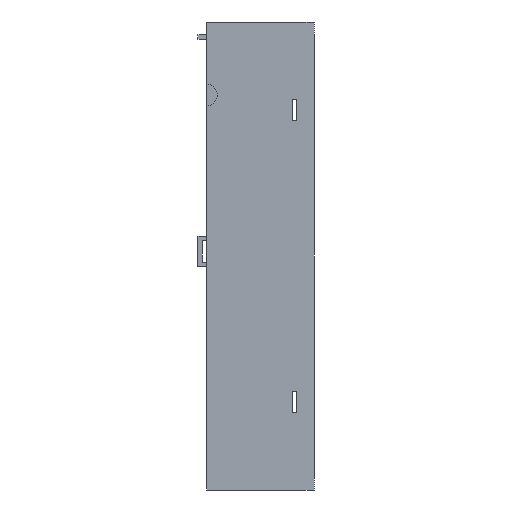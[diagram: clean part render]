
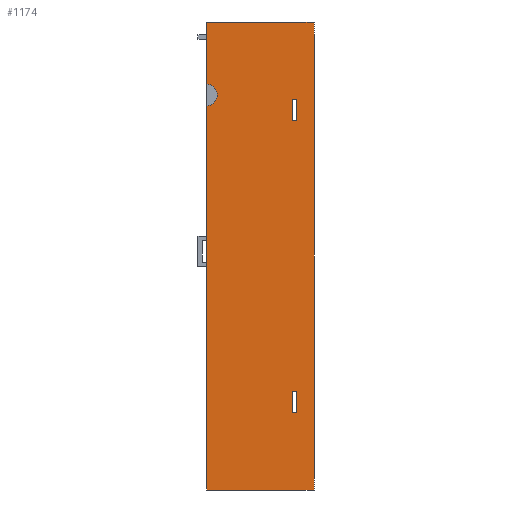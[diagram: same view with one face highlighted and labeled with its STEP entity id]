
A CAD part, left-side view. The second image highlights one B-rep face of the part: STEP entity #1174.
In plain terms, the highlighted planar face has unit normal (-1, 0, 0).
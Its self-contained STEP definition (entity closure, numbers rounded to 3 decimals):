
#9 = EDGE_LOOP ( 'NONE', ( #1504, #673, #562, #295, #437, #1749 ) ) ;
#27 = CARTESIAN_POINT ( 'NONE',  ( 0., 0., 0. ) ) ;
#38 = CARTESIAN_POINT ( 'NONE',  ( 0., 25., 89.37 ) ) ;
#86 = LINE ( 'NONE', #637, #970 ) ;
#102 = EDGE_CURVE ( 'NONE', #1492, #1319, #86, .T. ) ;
#103 = DIRECTION ( 'NONE',  ( 0., -1., 0. ) ) ;
#199 = EDGE_LOOP ( 'NONE', ( #2317, #1867, #363, #2149 ) ) ;
#203 = EDGE_CURVE ( 'NONE', #356, #2203, #1057, .T. ) ;
#209 = VECTOR ( 'NONE', #1382, 1000. ) ;
#214 = VECTOR ( 'NONE', #247, 1000. ) ;
#247 = DIRECTION ( 'NONE',  ( 0., 0., -1. ) ) ;
#254 = EDGE_LOOP ( 'NONE', ( #443, #2008, #409, #1627 ) ) ;
#271 = CARTESIAN_POINT ( 'NONE',  ( 0., 25., 94.37 ) ) ;
#295 = ORIENTED_EDGE ( 'NONE', *, *, #1904, .T. ) ;
#316 = EDGE_CURVE ( 'NONE', #622, #1093, #387, .T. ) ;
#356 = VERTEX_POINT ( 'NONE', #935 ) ;
#363 = ORIENTED_EDGE ( 'NONE', *, *, #630, .T. ) ;
#371 = VECTOR ( 'NONE', #1116, 1000. ) ;
#384 = VECTOR ( 'NONE', #2222, 1000. ) ;
#387 = LINE ( 'NONE', #572, #371 ) ;
#391 = CARTESIAN_POINT ( 'NONE',  ( 0., 25., 108.87 ) ) ;
#392 = VERTEX_POINT ( 'NONE', #27 ) ;
#400 = CARTESIAN_POINT ( 'NONE',  ( 0., 4., 0. ) ) ;
#408 = VERTEX_POINT ( 'NONE', #755 ) ;
#409 = ORIENTED_EDGE ( 'NONE', *, *, #1938, .T. ) ;
#437 = ORIENTED_EDGE ( 'NONE', *, *, #1021, .F. ) ;
#443 = ORIENTED_EDGE ( 'NONE', *, *, #203, .T. ) ;
#464 = EDGE_CURVE ( 'NONE', #967, #1481, #1161, .T. ) ;
#469 = DIRECTION ( 'NONE',  ( 0., -1., 0. ) ) ;
#478 = CARTESIAN_POINT ( 'NONE',  ( 0., 4., 85.87 ) ) ;
#480 = CARTESIAN_POINT ( 'NONE',  ( 0., 5., 85.87 ) ) ;
#533 = CARTESIAN_POINT ( 'NONE',  ( 0., 4., 0. ) ) ;
#562 = ORIENTED_EDGE ( 'NONE', *, *, #2305, .T. ) ;
#572 = CARTESIAN_POINT ( 'NONE',  ( 0., 25., 85.87 ) ) ;
#622 = VERTEX_POINT ( 'NONE', #478 ) ;
#630 = EDGE_CURVE ( 'NONE', #1093, #408, #2085, .T. ) ;
#637 = CARTESIAN_POINT ( 'NONE',  ( 0., 25., 0. ) ) ;
#641 = VERTEX_POINT ( 'NONE', #1395 ) ;
#649 = LINE ( 'NONE', #1727, #1147 ) ;
#670 = CARTESIAN_POINT ( 'NONE',  ( 0., 5., 0. ) ) ;
#673 = ORIENTED_EDGE ( 'NONE', *, *, #102, .F. ) ;
#681 = AXIS2_PLACEMENT_3D ( 'NONE', #2013, #1257, #1098 ) ;
#685 = DIRECTION ( 'NONE',  ( 0., 0., 1. ) ) ;
#754 = CARTESIAN_POINT ( 'NONE',  ( 0., 4., 90.87 ) ) ;
#755 = CARTESIAN_POINT ( 'NONE',  ( 0., 5., 90.87 ) ) ;
#772 = LINE ( 'NONE', #1182, #1074 ) ;
#858 = VECTOR ( 'NONE', #2152, 1000. ) ;
#900 = EDGE_CURVE ( 'NONE', #2203, #1106, #1964, .T. ) ;
#926 = EDGE_CURVE ( 'NONE', #1301, #622, #1311, .T. ) ;
#935 = CARTESIAN_POINT ( 'NONE',  ( 0., 4., 23. ) ) ;
#938 = LINE ( 'NONE', #2232, #384 ) ;
#967 = VERTEX_POINT ( 'NONE', #271 ) ;
#970 = VECTOR ( 'NONE', #1362, 1000. ) ;
#984 = DIRECTION ( 'NONE',  ( 0., -1., 0. ) ) ;
#1021 = EDGE_CURVE ( 'NONE', #1481, #1268, #1500, .T. ) ;
#1057 = LINE ( 'NONE', #533, #1772 ) ;
#1074 = VECTOR ( 'NONE', #103, 1000. ) ;
#1093 = VERTEX_POINT ( 'NONE', #480 ) ;
#1098 = DIRECTION ( 'NONE',  ( 0., 0., -1. ) ) ;
#1106 = VERTEX_POINT ( 'NONE', #1234 ) ;
#1116 = DIRECTION ( 'NONE',  ( 0., 1., 0. ) ) ;
#1130 = VECTOR ( 'NONE', #2284, 1000. ) ;
#1140 = CARTESIAN_POINT ( 'NONE',  ( 0., 25., 108.87 ) ) ;
#1147 = VECTOR ( 'NONE', #469, 1000. ) ;
#1161 = LINE ( 'NONE', #1858, #1260 ) ;
#1174 = ADVANCED_FACE ( 'NONE', ( #1366, #2088, #1191 ), #1643, .F. ) ;
#1182 = CARTESIAN_POINT ( 'NONE',  ( 0., 25., 90.87 ) ) ;
#1191 = FACE_BOUND ( 'NONE', #199, .T. ) ;
#1234 = CARTESIAN_POINT ( 'NONE',  ( 0., 5., 18. ) ) ;
#1257 = DIRECTION ( 'NONE',  ( 1., 0., 0. ) ) ;
#1260 = VECTOR ( 'NONE', #1529, 1000. ) ;
#1268 = VERTEX_POINT ( 'NONE', #2320 ) ;
#1301 = VERTEX_POINT ( 'NONE', #754 ) ;
#1311 = LINE ( 'NONE', #400, #214 ) ;
#1316 = DIRECTION ( 'NONE',  ( 0., 0., -1. ) ) ;
#1319 = VERTEX_POINT ( 'NONE', #38 ) ;
#1326 = DIRECTION ( 'NONE',  ( 1., 0., 0. ) ) ;
#1362 = DIRECTION ( 'NONE',  ( 0., 0., 1. ) ) ;
#1366 = FACE_OUTER_BOUND ( 'NONE', #9, .T. ) ;
#1368 = CARTESIAN_POINT ( 'NONE',  ( 0., 4., 18. ) ) ;
#1382 = DIRECTION ( 'NONE',  ( 0., -1., 0. ) ) ;
#1395 = CARTESIAN_POINT ( 'NONE',  ( 0., 5., 23. ) ) ;
#1470 = CARTESIAN_POINT ( 'NONE',  ( 0., 25., 18. ) ) ;
#1481 = VERTEX_POINT ( 'NONE', #391 ) ;
#1492 = VERTEX_POINT ( 'NONE', #2021 ) ;
#1500 = LINE ( 'NONE', #1140, #1815 ) ;
#1504 = ORIENTED_EDGE ( 'NONE', *, *, #1522, .T. ) ;
#1522 = EDGE_CURVE ( 'NONE', #967, #1319, #1797, .T. ) ;
#1524 = CARTESIAN_POINT ( 'NONE',  ( 0., 25., 91.87 ) ) ;
#1529 = DIRECTION ( 'NONE',  ( 0., 0., 1. ) ) ;
#1568 = LINE ( 'NONE', #2081, #209 ) ;
#1588 = LINE ( 'NONE', #2313, #1946 ) ;
#1613 = DIRECTION ( 'NONE',  ( 0., 0., -1. ) ) ;
#1627 = ORIENTED_EDGE ( 'NONE', *, *, #1660, .T. ) ;
#1643 = PLANE ( 'NONE',  #681 ) ;
#1660 = EDGE_CURVE ( 'NONE', #641, #356, #1568, .T. ) ;
#1727 = CARTESIAN_POINT ( 'NONE',  ( 0., 25., 0. ) ) ;
#1749 = ORIENTED_EDGE ( 'NONE', *, *, #464, .F. ) ;
#1772 = VECTOR ( 'NONE', #1613, 1000. ) ;
#1797 = CIRCLE ( 'NONE', #2294, 2.5 ) ;
#1815 = VECTOR ( 'NONE', #984, 1000. ) ;
#1858 = CARTESIAN_POINT ( 'NONE',  ( 0., 25., 0. ) ) ;
#1867 = ORIENTED_EDGE ( 'NONE', *, *, #316, .T. ) ;
#1904 = EDGE_CURVE ( 'NONE', #392, #1268, #1588, .T. ) ;
#1938 = EDGE_CURVE ( 'NONE', #1106, #641, #938, .T. ) ;
#1946 = VECTOR ( 'NONE', #685, 1000. ) ;
#1964 = LINE ( 'NONE', #1470, #858 ) ;
#2008 = ORIENTED_EDGE ( 'NONE', *, *, #900, .T. ) ;
#2013 = CARTESIAN_POINT ( 'NONE',  ( 0., 25., 0. ) ) ;
#2021 = CARTESIAN_POINT ( 'NONE',  ( 0., 25., 0. ) ) ;
#2044 = EDGE_CURVE ( 'NONE', #408, #1301, #772, .T. ) ;
#2081 = CARTESIAN_POINT ( 'NONE',  ( 0., 25., 23. ) ) ;
#2085 = LINE ( 'NONE', #670, #1130 ) ;
#2088 = FACE_BOUND ( 'NONE', #254, .T. ) ;
#2149 = ORIENTED_EDGE ( 'NONE', *, *, #2044, .T. ) ;
#2152 = DIRECTION ( 'NONE',  ( 0., 1., 0. ) ) ;
#2203 = VERTEX_POINT ( 'NONE', #1368 ) ;
#2222 = DIRECTION ( 'NONE',  ( 0., 0., 1. ) ) ;
#2232 = CARTESIAN_POINT ( 'NONE',  ( 0., 5., 0. ) ) ;
#2284 = DIRECTION ( 'NONE',  ( 0., 0., 1. ) ) ;
#2294 = AXIS2_PLACEMENT_3D ( 'NONE', #1524, #1326, #1316 ) ;
#2305 = EDGE_CURVE ( 'NONE', #1492, #392, #649, .T. ) ;
#2313 = CARTESIAN_POINT ( 'NONE',  ( 0., 0., 0. ) ) ;
#2317 = ORIENTED_EDGE ( 'NONE', *, *, #926, .T. ) ;
#2320 = CARTESIAN_POINT ( 'NONE',  ( 0., 0., 108.87 ) ) ;
